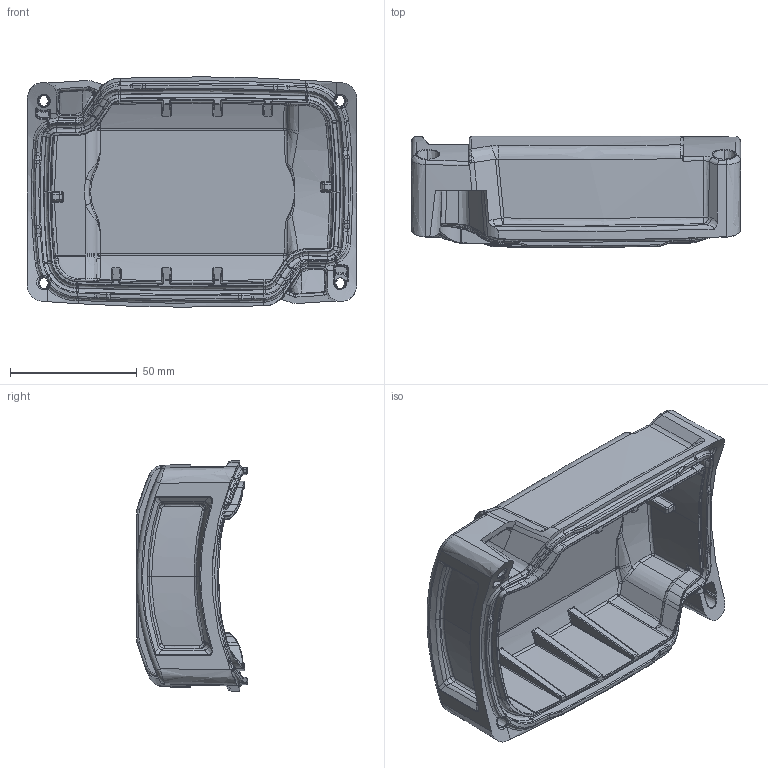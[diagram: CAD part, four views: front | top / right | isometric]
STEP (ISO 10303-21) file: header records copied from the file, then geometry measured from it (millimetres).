
FILE_DESCRIPTION((''),'2;1');
FILE_NAME('05-1142-0284_DECKEL_2FACH','2023-09-08T10:13:02',('Beil'),(''),'CREO PARAMETRIC BY PTC INC, 2019030','CREO PARAMETRIC BY PTC INC, 2019030','');
FILE_SCHEMA(('CONFIG_CONTROL_DESIGN','SHAPE_APPEARANCE_LAYERS_GROUPS'));
Length unit declared in the file: millimetre
Products named in the file (1): 05-1142-0284_DECKEL_2FACH
Bounding box: 130 x 43.85 x 90.98 mm (x, y, z)
Volume: 126219.1 mm3; surface area: 56015.2 mm2
Topology: 1 solids, 1 shells, 1499 faces, 3515 edges, 2021 vertices
Faces by surface type: bspline 1113, cylinder 116, plane 101, cone 76, extrusion 62, sphere 20, torus 11
Entity records: 99797 total; most frequent: CARTESIAN_POINT 63053, ORIENTED_EDGE 7030, PRESENTATION_STYLE_ASSIGNMENT 3516, STYLED_ITEM 3516, CURVE_STYLE 3515, EDGE_CURVE 3515, DIRECTION 3104, B_SPLINE_CURVE_WITH_KNOTS 2188
